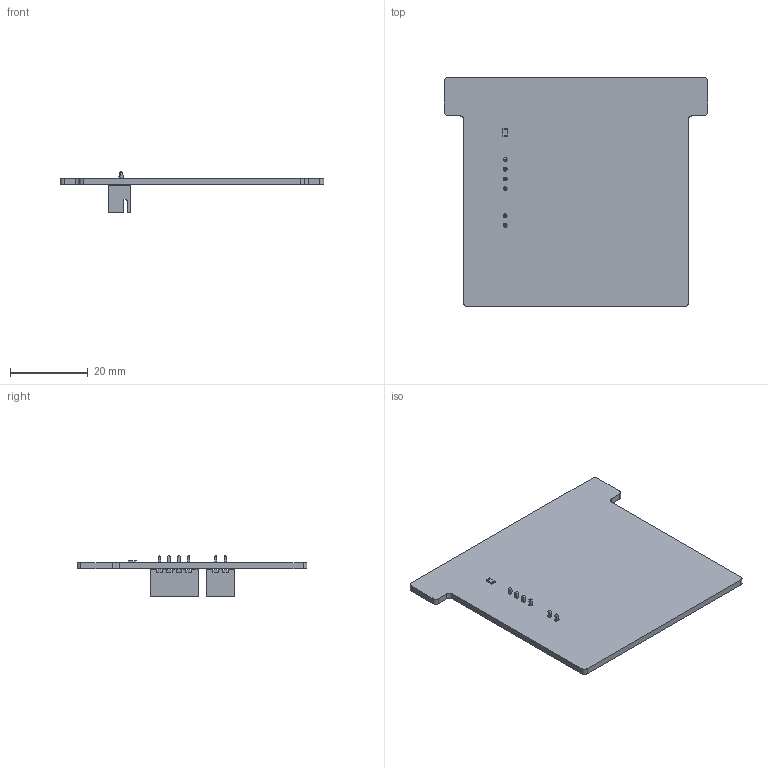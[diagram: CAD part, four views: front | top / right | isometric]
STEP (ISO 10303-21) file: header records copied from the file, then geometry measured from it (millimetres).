
FILE_DESCRIPTION(('KiCad electronic assembly'),'2;1');
FILE_NAME('pixel-battery-breakout.step','2023-02-07T20:23:11',( 'An Author'),('A Company'),'Open CASCADE STEP processor 7.5', 'KiCad to STEP converter','Unknown');
FILE_SCHEMA(('AUTOMOTIVE_DESIGN { 1 0 10303 214 1 1 1 1 }'));
Length unit declared in the file: millimetre
Products named in the file (8): Open CASCADE STEP translator 7.5 1; JST_XH_B2B-XH-A_1x02_P2.50mm_Vertical; SOLID; JST_XH_B4B-XH-A_1x04_P2.50mm_Vertical; R_0805_2012Metric; COMPOUND
Assembly tree (7 placements, depth 3):
  Open CASCADE STEP translator 7.5 1
    JST_XH_B2B-XH-A_1x02_P2.50mm_Vertical
      SOLID
    JST_XH_B4B-XH-A_1x04_P2.50mm_Vertical
      SOLID
    R_0805_2012Metric
      SOLID
    COMPOUND
Bounding box: 68 x 59.25 x 10.4 mm (x, y, z)
Volume: 6054.2 mm3; surface area: 8532.8 mm2
Topology: 4 solids, 4 shells, 280 faces, 740 edges, 480 vertices
Faces by surface type: plane 250, cylinder 30
Full cylindrical faces by diameter (mm): 0.95 x4, 1 x2
Entity records: 20113 total; most frequent: CARTESIAN_POINT 3060, DIRECTION 2844, LINE 2100, VECTOR 2100, ORIENTED_EDGE 1480, PCURVE 1480, DEFINITIONAL_REPRESENTATION 1480, EDGE_CURVE 740
